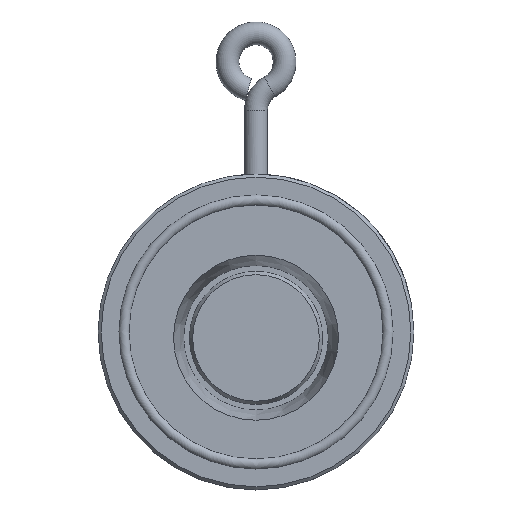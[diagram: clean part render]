
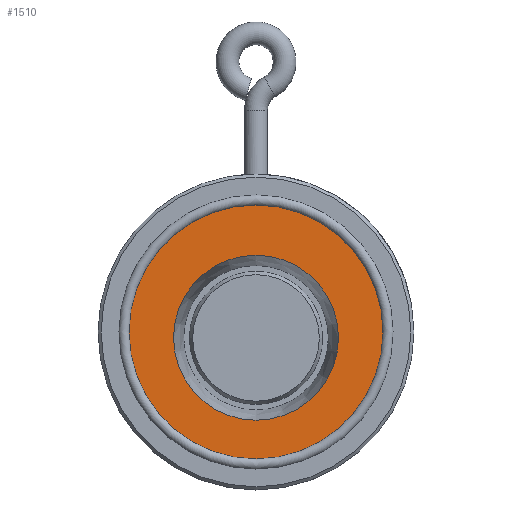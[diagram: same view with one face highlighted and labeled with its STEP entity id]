
A CAD part, top view. The second image highlights one B-rep face of the part: STEP entity #1510.
In plain terms, the highlighted planar face has unit normal (0, 0, 1).
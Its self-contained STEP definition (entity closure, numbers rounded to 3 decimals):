
#132 = EDGE_LOOP ( 'NONE', ( #2755 ) ) ;
#231 = CARTESIAN_POINT ( 'NONE',  ( 0., 0., 0. ) ) ;
#1187 = ORIENTED_EDGE ( 'NONE', *, *, #15396, .T. ) ;
#1436 = DIRECTION ( 'NONE',  ( 0., 0., -1. ) ) ;
#1510 = ADVANCED_FACE ( 'NONE', ( #7259, #13248 ), #14586, .F. ) ;
#2225 = DIRECTION ( 'NONE',  ( 0., 0., 1. ) ) ;
#2690 = AXIS2_PLACEMENT_3D ( 'NONE', #13865, #6692, #15058 ) ;
#2755 = ORIENTED_EDGE ( 'NONE', *, *, #3278, .F. ) ;
#3278 = EDGE_CURVE ( 'NONE', #13439, #13439, #10654, .T. ) ;
#3622 = AXIS2_PLACEMENT_3D ( 'NONE', #231, #1436, #9834 ) ;
#6692 = DIRECTION ( 'NONE',  ( 0., 0., 1. ) ) ;
#7259 = FACE_BOUND ( 'NONE', #132, .T. ) ;
#8850 = AXIS2_PLACEMENT_3D ( 'NONE', #9414, #2225, #10630 ) ;
#9414 = CARTESIAN_POINT ( 'NONE',  ( 0., -1.5, 0. ) ) ;
#9834 = DIRECTION ( 'NONE',  ( -1., 0., 0. ) ) ;
#10630 = DIRECTION ( 'NONE',  ( 0., -1., 0. ) ) ;
#10654 = CIRCLE ( 'NONE', #8850, 21.679 ) ;
#11518 = CIRCLE ( 'NONE', #2690, 33.373 ) ;
#13248 = FACE_OUTER_BOUND ( 'NONE', #13867, .T. ) ;
#13439 = VERTEX_POINT ( 'NONE', #14081 ) ;
#13865 = CARTESIAN_POINT ( 'NONE',  ( 0., 0., 0. ) ) ;
#13867 = EDGE_LOOP ( 'NONE', ( #1187 ) ) ;
#14081 = CARTESIAN_POINT ( 'NONE',  ( 0., -23.179, 0. ) ) ;
#14223 = CARTESIAN_POINT ( 'NONE',  ( 33.373, 0., 0. ) ) ;
#14586 = PLANE ( 'NONE',  #3622 ) ;
#14726 = VERTEX_POINT ( 'NONE', #14223 ) ;
#15058 = DIRECTION ( 'NONE',  ( 1., 0., 0. ) ) ;
#15396 = EDGE_CURVE ( 'NONE', #14726, #14726, #11518, .T. ) ;
